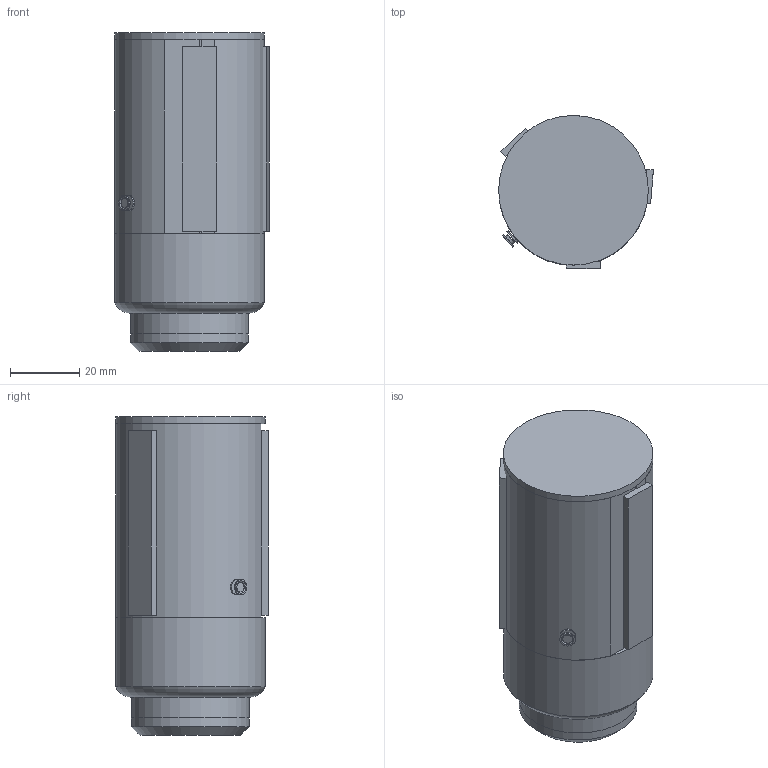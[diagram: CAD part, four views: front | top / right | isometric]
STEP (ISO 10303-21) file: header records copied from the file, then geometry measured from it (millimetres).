
FILE_DESCRIPTION(/* description */ (''),/* implementation_level */ '2;1');
FILE_NAME(/* name */ 'DURUSBottomBoosterComponent.step',/* time_stamp */ '2026-01-03T13:42:13-05:00',/* author */ (''),/* organization */ (''),/* preprocessor_version */ 'ST-DEVELOPER v20.1',/* originating_system */ 'Autodesk Translation Framework v14.21.0.0',/* authorisation */ '');
FILE_SCHEMA (('AUTOMOTIVE_DESIGN { 1 0 10303 214 3 1 1 }'));
Length unit declared in the file: millimetre
Products named in the file (7): (Unsaved); Configuration 1 v6; DURUS ROCKET MK 1 v3; DURUS AV BAY v5; DIN 439-2 - M1.6 x 0.35 Steel 6 Plain; DURUS AV BAY v5 (1); DIN 439-2 - M1.6 x 0.35 Steel 6 Plain_1
Assembly tree (6 placements, depth 5):
  (Unsaved)
    Configuration 1 v6
      DURUS ROCKET MK 1 v3
        DURUS AV BAY v5
          DIN 439-2 - M1.6 x 0.35 Steel 6 Plain
      DURUS AV BAY v5 (1)
        DIN 439-2 - M1.6 x 0.35 Steel 6 Plain_1
Bounding box: 44.69 x 44.13 x 92 mm (x, y, z)
Volume: 69544.2 mm3; surface area: 30876.7 mm2
Topology: 10 solids, 10 shells, 49 faces, 85 edges, 56 vertices
Faces by surface type: plane 36, cylinder 10, torus 2, cone 1
Full cylindrical faces by diameter (mm): 2.975 x2, 4.448 x1, 4.492 x1, 34.064 x2, 43.229 x2
Entity records: 1374 total; most frequent: DIRECTION 237, CARTESIAN_POINT 204, ORIENTED_EDGE 170, AXIS2_PLACEMENT_3D 89, EDGE_CURVE 85, LINE 59, VECTOR 59, VERTEX_POINT 56
